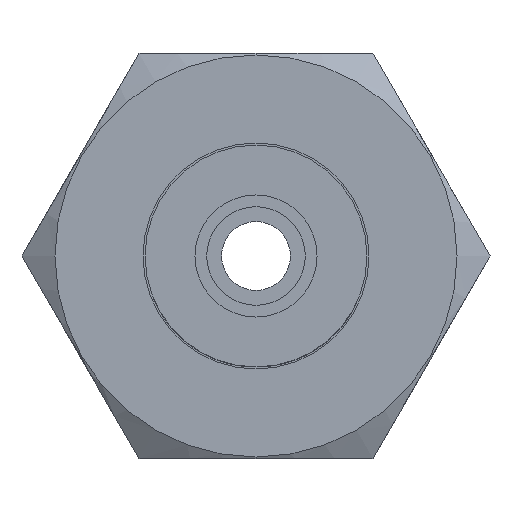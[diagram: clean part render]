
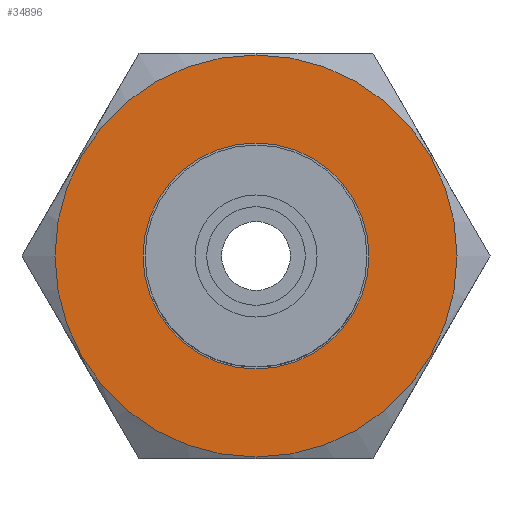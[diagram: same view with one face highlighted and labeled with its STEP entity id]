
A CAD part, left-side view. The second image highlights one B-rep face of the part: STEP entity #34896.
In plain terms, the highlighted planar face has unit normal (-1, 0, 0).
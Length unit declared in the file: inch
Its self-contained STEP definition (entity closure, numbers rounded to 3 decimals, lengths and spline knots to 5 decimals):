
#348 = CARTESIAN_POINT ( 'NONE',  ( -1.13, 0.3485, 0. ) ) ;
#1759 = ORIENTED_EDGE ( 'NONE', *, *, #4908, .F. ) ;
#1964 = CARTESIAN_POINT ( 'NONE',  ( -1.13, 0., -0.3485 ) ) ;
#2771 = CIRCLE ( 'NONE', #12064, 0.3485 ) ;
#2879 = VERTEX_POINT ( 'NONE', #1964 ) ;
#3395 = DIRECTION ( 'NONE',  ( 1., 0., 0. ) ) ;
#3418 = DIRECTION ( 'NONE',  ( 1., 0., 0. ) ) ;
#3776 = ORIENTED_EDGE ( 'NONE', *, *, #11283, .F. ) ;
#4025 = DIRECTION ( 'NONE',  ( 0., 0., -1. ) ) ;
#4533 = VERTEX_POINT ( 'NONE', #34551 ) ;
#4908 = EDGE_CURVE ( 'NONE', #31401, #14309, #15209, .T. ) ;
#5009 = AXIS2_PLACEMENT_3D ( 'NONE', #32453, #27005, #23701 ) ;
#5832 = PLANE ( 'NONE',  #26322 ) ;
#6697 = CARTESIAN_POINT ( 'NONE',  ( -1.13, 0., 0. ) ) ;
#8903 = CARTESIAN_POINT ( 'NONE',  ( -1.13, 0., 0. ) ) ;
#9585 = AXIS2_PLACEMENT_3D ( 'NONE', #6697, #20678, #4025 ) ;
#11283 = EDGE_CURVE ( 'NONE', #14309, #31401, #20426, .T. ) ;
#11302 = CARTESIAN_POINT ( 'NONE',  ( -1.13, 0., 0. ) ) ;
#12044 = DIRECTION ( 'NONE',  ( 0., 0., -1. ) ) ;
#12064 = AXIS2_PLACEMENT_3D ( 'NONE', #8903, #3418, #12044 ) ;
#14309 = VERTEX_POINT ( 'NONE', #15876 ) ;
#14727 = AXIS2_PLACEMENT_3D ( 'NONE', #11302, #3395, #22840 ) ;
#15209 = CIRCLE ( 'NONE', #9585, 0.62 ) ;
#15876 = CARTESIAN_POINT ( 'NONE',  ( -1.13, 0., 0.62 ) ) ;
#15978 = EDGE_CURVE ( 'NONE', #2879, #4533, #30721, .T. ) ;
#16421 = FACE_BOUND ( 'NONE', #28041, .T. ) ;
#17222 = DIRECTION ( 'NONE',  ( 0., 0., 1. ) ) ;
#20426 = CIRCLE ( 'NONE', #14727, 0.62 ) ;
#20678 = DIRECTION ( 'NONE',  ( 1., 0., 0. ) ) ;
#22840 = DIRECTION ( 'NONE',  ( 0., 0., -1. ) ) ;
#23355 = EDGE_LOOP ( 'NONE', ( #1759, #3776 ) ) ;
#23566 = ORIENTED_EDGE ( 'NONE', *, *, #25106, .T. ) ;
#23701 = DIRECTION ( 'NONE',  ( 0., 0., -1. ) ) ;
#24155 = ORIENTED_EDGE ( 'NONE', *, *, #15978, .T. ) ;
#25106 = EDGE_CURVE ( 'NONE', #4533, #2879, #2771, .T. ) ;
#25244 = DIRECTION ( 'NONE',  ( -1., 0., 0. ) ) ;
#25736 = CARTESIAN_POINT ( 'NONE',  ( -1.13, 0., -0.62 ) ) ;
#26322 = AXIS2_PLACEMENT_3D ( 'NONE', #348, #25244, #17222 ) ;
#27005 = DIRECTION ( 'NONE',  ( 1., 0., 0. ) ) ;
#28041 = EDGE_LOOP ( 'NONE', ( #24155, #23566 ) ) ;
#28526 = FACE_OUTER_BOUND ( 'NONE', #23355, .T. ) ;
#30721 = CIRCLE ( 'NONE', #5009, 0.3485 ) ;
#31401 = VERTEX_POINT ( 'NONE', #25736 ) ;
#32453 = CARTESIAN_POINT ( 'NONE',  ( -1.13, 0., 0. ) ) ;
#34551 = CARTESIAN_POINT ( 'NONE',  ( -1.13, 0., 0.3485 ) ) ;
#34896 = ADVANCED_FACE ( 'NONE', ( #16421, #28526 ), #5832, .T. ) ;
